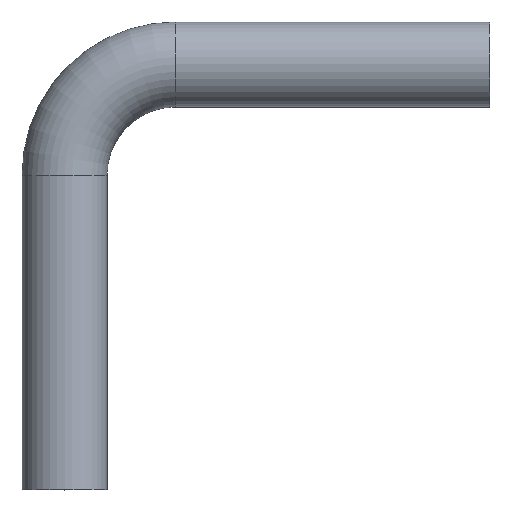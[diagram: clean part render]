
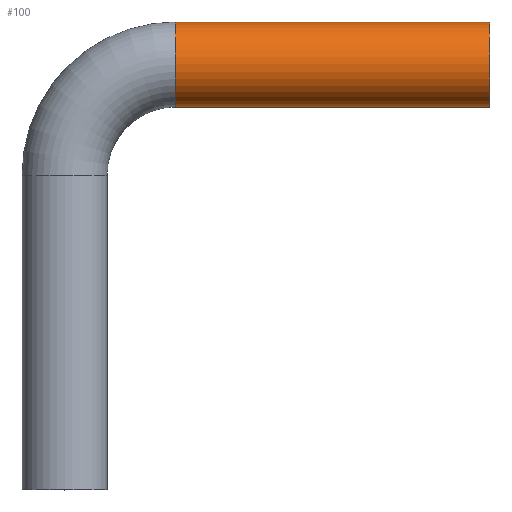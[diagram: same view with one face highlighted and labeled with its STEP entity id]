
A CAD part, top view. The second image highlights one B-rep face of the part: STEP entity #100.
In plain terms, the highlighted cylindrical face has radius 10 mm (diameter 20 mm), a full revolution.
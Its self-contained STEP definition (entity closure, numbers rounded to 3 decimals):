
#4 = DIRECTION ( 'NONE',  ( 0., 0., -1. ) ) ;
#6 = DIRECTION ( 'NONE',  ( -1., 0., 0. ) ) ;
#19 = EDGE_LOOP ( 'NONE', ( #128 ) ) ;
#25 = FACE_OUTER_BOUND ( 'NONE', #185, .T. ) ;
#29 = EDGE_CURVE ( 'NONE', #32, #32, #40, .T. ) ;
#32 = VERTEX_POINT ( 'NONE', #207 ) ;
#40 = CIRCLE ( 'NONE', #142, 10. ) ;
#51 = CARTESIAN_POINT ( 'NONE',  ( 100., 100., 0. ) ) ;
#74 = VERTEX_POINT ( 'NONE', #244 ) ;
#82 = EDGE_CURVE ( 'NONE', #74, #74, #197, .T. ) ;
#100 = ADVANCED_FACE ( 'NONE', ( #192, #25 ), #199, .T. ) ;
#119 = DIRECTION ( 'NONE',  ( 1., 0., 0. ) ) ;
#128 = ORIENTED_EDGE ( 'NONE', *, *, #29, .F. ) ;
#136 = DIRECTION ( 'NONE',  ( 0., -1., 0. ) ) ;
#138 = CARTESIAN_POINT ( 'NONE',  ( 100., 100., 0. ) ) ;
#142 = AXIS2_PLACEMENT_3D ( 'NONE', #138, #119, #136 ) ;
#156 = AXIS2_PLACEMENT_3D ( 'NONE', #213, #175, #4 ) ;
#175 = DIRECTION ( 'NONE',  ( 1., 0., 0. ) ) ;
#185 = EDGE_LOOP ( 'NONE', ( #230 ) ) ;
#192 = FACE_OUTER_BOUND ( 'NONE', #19, .T. ) ;
#197 = CIRCLE ( 'NONE', #156, 10. ) ;
#199 = CYLINDRICAL_SURFACE ( 'NONE', #204, 10. ) ;
#204 = AXIS2_PLACEMENT_3D ( 'NONE', #51, #6, #218 ) ;
#207 = CARTESIAN_POINT ( 'NONE',  ( 100., 90., 0. ) ) ;
#213 = CARTESIAN_POINT ( 'NONE',  ( 26., 100., 0. ) ) ;
#218 = DIRECTION ( 'NONE',  ( 0., 0., 1. ) ) ;
#230 = ORIENTED_EDGE ( 'NONE', *, *, #82, .T. ) ;
#244 = CARTESIAN_POINT ( 'NONE',  ( 26., 100., -10. ) ) ;
